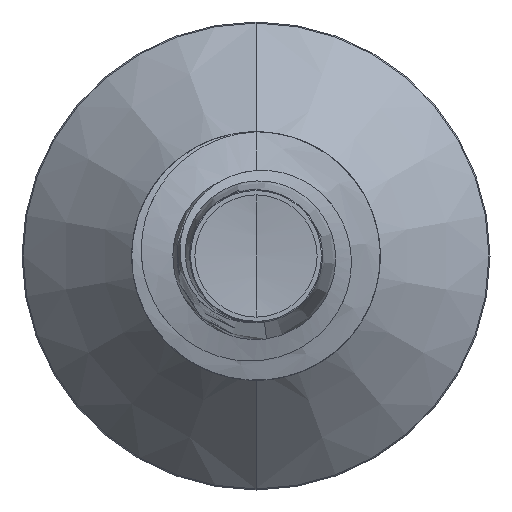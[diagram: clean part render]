
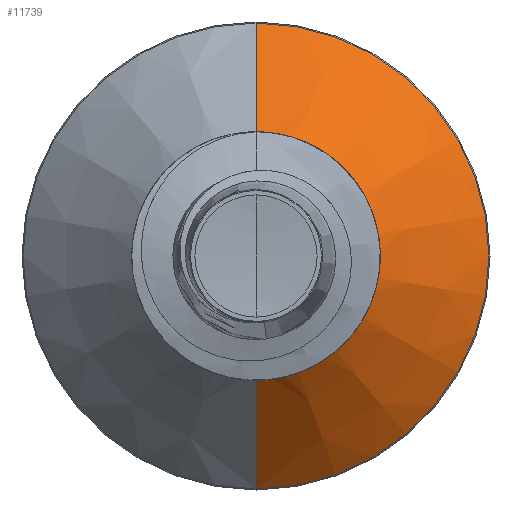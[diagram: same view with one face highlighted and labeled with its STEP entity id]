
A CAD part, front view. The second image highlights one B-rep face of the part: STEP entity #11739.
In plain terms, the highlighted conical face has half-angle 45 degrees and reference radius 2.744 mm.
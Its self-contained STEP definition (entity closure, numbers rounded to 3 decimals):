
#795 = VECTOR ( 'NONE', #19605, 1000. ) ;
#1833 = CARTESIAN_POINT ( 'NONE',  ( 0., 31.624, 0. ) ) ;
#2048 = DIRECTION ( 'NONE',  ( 0., 1., 0. ) ) ;
#4379 = DIRECTION ( 'NONE',  ( 0., 0.707, -0.707 ) ) ;
#4441 = DIRECTION ( 'NONE',  ( 0., 0., 1. ) ) ;
#4658 = CARTESIAN_POINT ( 'NONE',  ( 0., 31.624, -5.624 ) ) ;
#7111 = DIRECTION ( 'NONE',  ( 0., 0., 1. ) ) ;
#8700 = EDGE_CURVE ( 'NONE', #10867, #11563, #17940, .T. ) ;
#10867 = VERTEX_POINT ( 'NONE', #19461 ) ;
#11069 = EDGE_CURVE ( 'NONE', #14608, #11563, #25180, .T. ) ;
#11563 = VERTEX_POINT ( 'NONE', #4658 ) ;
#11739 = ADVANCED_FACE ( 'NONE', ( #24740 ), #23747, .T. ) ;
#12252 = DIRECTION ( 'NONE',  ( 0., 1., 0. ) ) ;
#12814 = AXIS2_PLACEMENT_3D ( 'NONE', #23955, #12252, #25476 ) ;
#13234 = ORIENTED_EDGE ( 'NONE', *, *, #8700, .T. ) ;
#13833 = CARTESIAN_POINT ( 'NONE',  ( 0., 28.745, 0. ) ) ;
#13916 = VERTEX_POINT ( 'NONE', #25544 ) ;
#13982 = CARTESIAN_POINT ( 'NONE',  ( 0., 28.745, -2.745 ) ) ;
#14608 = VERTEX_POINT ( 'NONE', #20797 ) ;
#16866 = ORIENTED_EDGE ( 'NONE', *, *, #21484, .T. ) ;
#17177 = AXIS2_PLACEMENT_3D ( 'NONE', #1833, #17971, #4441 ) ;
#17544 = CARTESIAN_POINT ( 'NONE',  ( 0., 28.745, 2.745 ) ) ;
#17940 = LINE ( 'NONE', #13982, #22946 ) ;
#17971 = DIRECTION ( 'NONE',  ( 0., 1., 0. ) ) ;
#18528 = LINE ( 'NONE', #17544, #795 ) ;
#18850 = CIRCLE ( 'NONE', #12814, 2.745 ) ;
#19461 = CARTESIAN_POINT ( 'NONE',  ( 0., 28.745, -2.745 ) ) ;
#19605 = DIRECTION ( 'NONE',  ( 0., 0.707, 0.707 ) ) ;
#19796 = AXIS2_PLACEMENT_3D ( 'NONE', #13833, #2048, #7111 ) ;
#20144 = ORIENTED_EDGE ( 'NONE', *, *, #22688, .F. ) ;
#20797 = CARTESIAN_POINT ( 'NONE',  ( 0., 31.624, 5.624 ) ) ;
#21484 = EDGE_CURVE ( 'NONE', #13916, #10867, #18850, .T. ) ;
#22688 = EDGE_CURVE ( 'NONE', #13916, #14608, #18528, .T. ) ;
#22946 = VECTOR ( 'NONE', #4379, 1000. ) ;
#23621 = EDGE_LOOP ( 'NONE', ( #16866, #13234, #26712, #20144 ) ) ;
#23747 = CONICAL_SURFACE ( 'NONE', #19796, 2.745, 0.785 ) ;
#23955 = CARTESIAN_POINT ( 'NONE',  ( 0., 28.745, 0. ) ) ;
#24740 = FACE_OUTER_BOUND ( 'NONE', #23621, .T. ) ;
#25180 = CIRCLE ( 'NONE', #17177, 5.624 ) ;
#25476 = DIRECTION ( 'NONE',  ( 0., 0., 1. ) ) ;
#25544 = CARTESIAN_POINT ( 'NONE',  ( 0., 28.745, 2.745 ) ) ;
#26712 = ORIENTED_EDGE ( 'NONE', *, *, #11069, .F. ) ;
